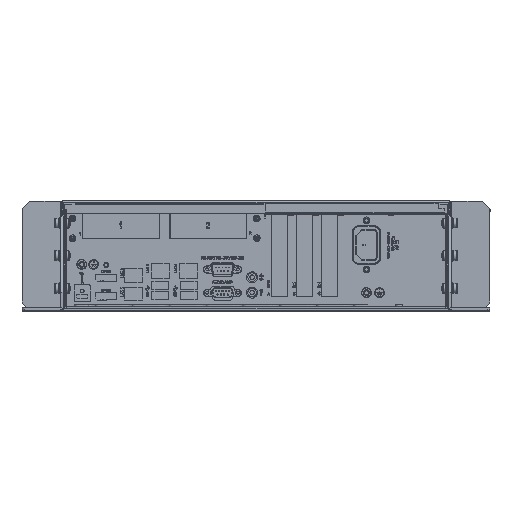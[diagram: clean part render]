
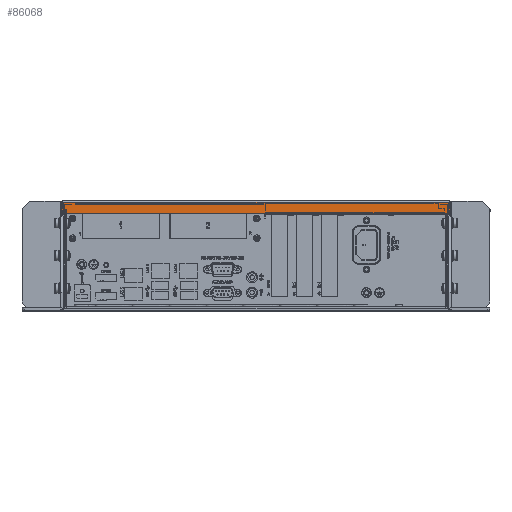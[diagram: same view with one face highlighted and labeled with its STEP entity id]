
A CAD part, top view. The second image highlights one B-rep face of the part: STEP entity #86068.
In plain terms, the highlighted planar face has unit normal (0, 0, 1).
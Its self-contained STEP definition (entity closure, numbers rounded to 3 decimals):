
#6707=FACE_OUTER_BOUND('',#11663,.T.);
#11663=EDGE_LOOP('',(#66172,#66173,#66174,#66175,#66176,#66177));
#18907=LINE('',#162274,#26825);
#18908=LINE('',#162276,#26826);
#18909=LINE('',#162278,#26827);
#18910=LINE('',#162280,#26828);
#18911=LINE('',#162282,#26829);
#18912=LINE('',#162283,#26830);
#26825=VECTOR('',#106406,1000.);
#26826=VECTOR('',#106407,1000.);
#26827=VECTOR('',#106408,1000.);
#26828=VECTOR('',#106409,1000.);
#26829=VECTOR('',#106410,1000.);
#26830=VECTOR('',#106411,1000.);
#37127=VERTEX_POINT('',#162264);
#37131=VERTEX_POINT('',#162273);
#37132=VERTEX_POINT('',#162275);
#37133=VERTEX_POINT('',#162277);
#37134=VERTEX_POINT('',#162279);
#37135=VERTEX_POINT('',#162281);
#47352=EDGE_CURVE('',#37131,#37127,#18907,.T.);
#47353=EDGE_CURVE('',#37132,#37131,#18908,.T.);
#47354=EDGE_CURVE('',#37133,#37132,#18909,.T.);
#47355=EDGE_CURVE('',#37134,#37133,#18910,.T.);
#47356=EDGE_CURVE('',#37135,#37134,#18911,.T.);
#47357=EDGE_CURVE('',#37127,#37135,#18912,.T.);
#66172=ORIENTED_EDGE('',*,*,#47352,.F.);
#66173=ORIENTED_EDGE('',*,*,#47353,.F.);
#66174=ORIENTED_EDGE('',*,*,#47354,.F.);
#66175=ORIENTED_EDGE('',*,*,#47355,.F.);
#66176=ORIENTED_EDGE('',*,*,#47356,.F.);
#66177=ORIENTED_EDGE('',*,*,#47357,.F.);
#77599=PLANE('',#91375);
#86068=ADVANCED_FACE('',(#6707),#77599,.T.);
#91375=AXIS2_PLACEMENT_3D('',#162272,#106404,#106405);
#106404=DIRECTION('center_axis',(0.,0.,
1.));
#106405=DIRECTION('ref_axis',(0.,-1.,0.));
#106406=DIRECTION('',(1.,0.,0.));
#106407=DIRECTION('',(0.,1.,0.));
#106408=DIRECTION('',(-1.,0.,0.));
#106409=DIRECTION('',(0.,-1.,0.));
#106410=DIRECTION('',(1.,0.,0.));
#106411=DIRECTION('',(1.,0.,0.));
#162264=CARTESIAN_POINT('',(-159.67,24.878,520.95));
#162272=CARTESIAN_POINT('Origin',(-2.75,26.178,520.95));
#162273=CARTESIAN_POINT('',(-160.97,24.878,520.95));
#162274=CARTESIAN_POINT('',(-159.67,24.878,520.95));
#162275=CARTESIAN_POINT('',(-160.97,15.878,520.95));
#162276=CARTESIAN_POINT('',(-160.97,24.878,520.95));
#162277=CARTESIAN_POINT('',(155.47,15.878,520.95));
#162278=CARTESIAN_POINT('',(-159.67,15.878,520.95));
#162279=CARTESIAN_POINT('',(155.47,24.878,520.95));
#162280=CARTESIAN_POINT('',(155.47,24.878,520.95));
#162281=CARTESIAN_POINT('',(154.17,24.878,520.95));
#162282=CARTESIAN_POINT('',(154.17,24.878,520.95));
#162283=CARTESIAN_POINT('',(-159.67,24.878,520.95));
